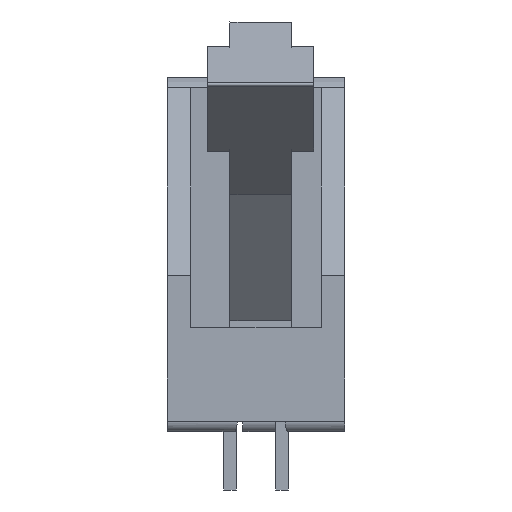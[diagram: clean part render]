
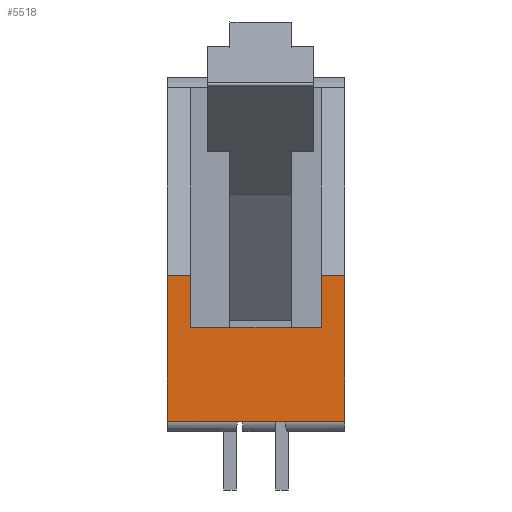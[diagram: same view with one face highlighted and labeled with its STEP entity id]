
A CAD part, left-side view. The second image highlights one B-rep face of the part: STEP entity #5518.
In plain terms, the highlighted planar face has unit normal (-1, 0, 0).
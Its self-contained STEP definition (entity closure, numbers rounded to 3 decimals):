
#206=FACE_OUTER_BOUND($,#547,.T.);
#547=EDGE_LOOP($,(#3823,#3824,#3825,#3826,#3827,#3828,#3829,#3830));
#884=LINE($,#7831,#1599);
#934=LINE($,#8276,#1649);
#1002=LINE($,#8432,#1717);
#1003=LINE($,#8435,#1718);
#1004=LINE($,#8437,#1719);
#1005=LINE($,#8439,#1720);
#1006=LINE($,#8440,#1721);
#1007=LINE($,#8441,#1722);
#1599=VECTOR($,#6309,7.112);
#1649=VECTOR($,#6391,7.112);
#1717=VECTOR($,#6521,1.143);
#1718=VECTOR($,#6524,2.54);
#1719=VECTOR($,#6525,6.35);
#1720=VECTOR($,#6526,2.54);
#1721=VECTOR($,#6527,1.143);
#1722=VECTOR($,#6528,8.636);
#2314=VERTEX_POINT($,#7828);
#2315=VERTEX_POINT($,#7830);
#2379=VERTEX_POINT($,#8273);
#2380=VERTEX_POINT($,#8275);
#2437=VERTEX_POINT($,#8430);
#2438=VERTEX_POINT($,#8434);
#2439=VERTEX_POINT($,#8436);
#2440=VERTEX_POINT($,#8438);
#2842=EDGE_CURVE($,#2314,#2315,#884,.T.);
#2909=EDGE_CURVE($,#2380,#2379,#934,.T.);
#2989=EDGE_CURVE($,#2314,#2437,#1002,.T.);
#2990=EDGE_CURVE($,#2437,#2438,#1003,.T.);
#2991=EDGE_CURVE($,#2438,#2439,#1004,.T.);
#2992=EDGE_CURVE($,#2439,#2440,#1005,.T.);
#2993=EDGE_CURVE($,#2440,#2380,#1006,.T.);
#2994=EDGE_CURVE($,#2315,#2379,#1007,.T.);
#3823=ORIENTED_EDGE($,*,*,#2989,.T.);
#3824=ORIENTED_EDGE($,*,*,#2990,.T.);
#3825=ORIENTED_EDGE($,*,*,#2991,.T.);
#3826=ORIENTED_EDGE($,*,*,#2992,.T.);
#3827=ORIENTED_EDGE($,*,*,#2993,.T.);
#3828=ORIENTED_EDGE($,*,*,#2909,.T.);
#3829=ORIENTED_EDGE($,*,*,#2994,.F.);
#3830=ORIENTED_EDGE($,*,*,#2842,.F.);
#5215=PLANE($,#5939);
#5518=ADVANCED_FACE($,(#206),#5215,.T.);
#5939=AXIS2_PLACEMENT_3D($,#8433,#6522,#6523);
#6309=DIRECTION($,(0.,0.,-1.));
#6391=DIRECTION($,(0.,0.,-1.));
#6521=DIRECTION($,(0.,1.,0.));
#6522=DIRECTION('center_axis',(-1.,0.,0.));
#6523=DIRECTION('ref_axis',(0.,0.,1.));
#6524=DIRECTION($,(0.,0.,-1.));
#6525=DIRECTION($,(0.,1.,0.));
#6526=DIRECTION($,(0.,0.,1.));
#6527=DIRECTION($,(0.,1.,0.));
#6528=DIRECTION($,(0.,1.,0.));
#7828=CARTESIAN_POINT('',(-18.542,-4.318,7.62));
#7830=CARTESIAN_POINT('',(-18.542,-4.318,0.508));
#7831=CARTESIAN_POINT($,(-18.542,-4.318,7.62));
#8273=CARTESIAN_POINT('',(-18.542,4.318,0.508));
#8275=CARTESIAN_POINT('',(-18.542,4.318,7.62));
#8276=CARTESIAN_POINT($,(-18.542,4.318,7.62));
#8430=CARTESIAN_POINT('',(-18.542,-3.175,7.62));
#8432=CARTESIAN_POINT($,(-18.542,-4.318,7.62));
#8433=CARTESIAN_POINT('Origin',(-18.542,4.491,7.762));
#8434=CARTESIAN_POINT('',(-18.542,-3.175,5.08));
#8435=CARTESIAN_POINT($,(-18.542,-3.175,7.62));
#8436=CARTESIAN_POINT('',(-18.542,3.175,5.08));
#8437=CARTESIAN_POINT($,(-18.542,-3.175,5.08));
#8438=CARTESIAN_POINT('',(-18.542,3.175,7.62));
#8439=CARTESIAN_POINT($,(-18.542,3.175,5.08));
#8440=CARTESIAN_POINT($,(-18.542,3.175,7.62));
#8441=CARTESIAN_POINT($,(-18.542,-4.318,0.508));
